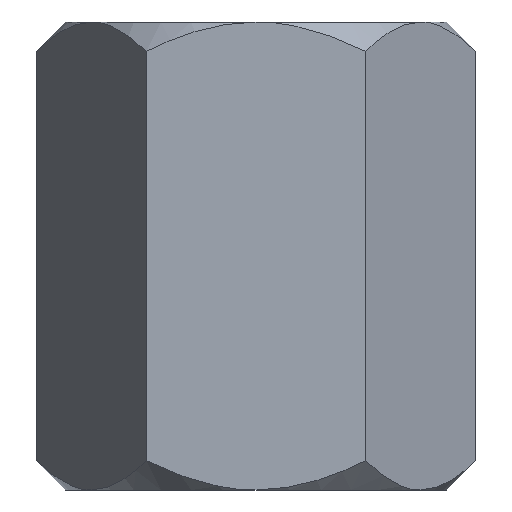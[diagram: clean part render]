
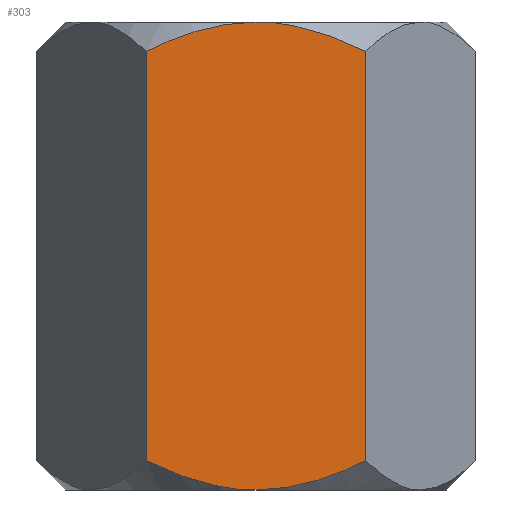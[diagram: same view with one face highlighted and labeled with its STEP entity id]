
A CAD part, left-side view. The second image highlights one B-rep face of the part: STEP entity #303.
In plain terms, the highlighted planar face has unit normal (-1, 0, 0).
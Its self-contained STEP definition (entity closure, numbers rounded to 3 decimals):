
#6 = CARTESIAN_POINT ( 'NONE',  ( -32.5, 13.556, -2.707 ) ) ;
#42 = ORIENTED_EDGE ( 'NONE', *, *, #221, .T. ) ;
#47 = PLANE ( 'NONE',  #751 ) ;
#58 = CARTESIAN_POINT ( 'NONE',  ( -32.5, 3.26, -79.876 ) ) ;
#65 = CARTESIAN_POINT ( 'NONE',  ( -32.5, 0.818, 0. ) ) ;
#102 = EDGE_CURVE ( 'NONE', #351, #739, #358, .T. ) ;
#109 = B_SPLINE_CURVE_WITH_KNOTS ( 'NONE', 3,
 ( #526, #534, #718, #721, #471, #772, #781, #593, #215, #466 ),
 .UNSPECIFIED., .F., .F.,
 ( 4, 2, 2, 2, 4 ),
 ( 0.07, 0.075, 0.08, 0.085, 0.089 ),
 .UNSPECIFIED. ) ;
#121 = CARTESIAN_POINT ( 'NONE',  ( -32.5, 18.764, -80. ) ) ;
#124 = CARTESIAN_POINT ( 'NONE',  ( -32.5, 0., 0. ) ) ;
#136 = CARTESIAN_POINT ( 'NONE',  ( -32.5, 4.096, -0.247 ) ) ;
#139 = CARTESIAN_POINT ( 'NONE',  ( -32.5, -15.834, -76.375 ) ) ;
#140 = CARTESIAN_POINT ( 'NONE',  ( -32.5, 8.106, -0.962 ) ) ;
#145 = CARTESIAN_POINT ( 'NONE',  ( -32.5, 11.237, -1.88 ) ) ;
#148 = VECTOR ( 'NONE', #607, 1000. ) ;
#150 = CARTESIAN_POINT ( 'NONE',  ( -32.5, -0.818, -80. ) ) ;
#165 = DIRECTION ( 'NONE',  ( 0., 0., 1. ) ) ;
#184 = CARTESIAN_POINT ( 'NONE',  ( -32.5, 18.764, -80. ) ) ;
#200 = CARTESIAN_POINT ( 'NONE',  ( -32.5, 0., -80. ) ) ;
#203 = CARTESIAN_POINT ( 'NONE',  ( -32.5, 11.245, -78.143 ) ) ;
#215 = CARTESIAN_POINT ( 'NONE',  ( -32.5, -1.637, 0. ) ) ;
#219 = CARTESIAN_POINT ( 'NONE',  ( -32.5, -18.764, -80. ) ) ;
#221 = EDGE_CURVE ( 'NONE', #641, #739, #704, .T. ) ;
#262 = CARTESIAN_POINT ( 'NONE',  ( -32.5, 17.303, -75.703 ) ) ;
#283 = CARTESIAN_POINT ( 'NONE',  ( -32.5, -1.642, -79.969 ) ) ;
#303 = ADVANCED_FACE ( 'NONE', ( #566 ), #47, .T. ) ;
#320 = DIRECTION ( 'NONE',  ( 0., 0., 1. ) ) ;
#327 = CARTESIAN_POINT ( 'NONE',  ( -32.5, -8.106, -79.038 ) ) ;
#328 = CARTESIAN_POINT ( 'NONE',  ( -32.5, 12.786, -2.417 ) ) ;
#331 = CARTESIAN_POINT ( 'NONE',  ( -32.5, 6.517, -0.609 ) ) ;
#332 = CARTESIAN_POINT ( 'NONE',  ( -32.5, -3.283, -79.845 ) ) ;
#333 = CARTESIAN_POINT ( 'NONE',  ( -32.5, 15.834, -3.625 ) ) ;
#343 = CARTESIAN_POINT ( 'NONE',  ( -32.5, -12.786, -77.583 ) ) ;
#351 = VERTEX_POINT ( 'NONE', #676 ) ;
#353 = VECTOR ( 'NONE', #165, 1000. ) ;
#357 = LINE ( 'NONE', #219, #148 ) ;
#358 = LINE ( 'NONE', #121, #353 ) ;
#359 = ORIENTED_EDGE ( 'NONE', *, *, #397, .T. ) ;
#368 = VERTEX_POINT ( 'NONE', #715 ) ;
#386 = CARTESIAN_POINT ( 'NONE',  ( -32.5, -18.764, -74.972 ) ) ;
#389 = CARTESIAN_POINT ( 'NONE',  ( -32.5, -10.459, -78.367 ) ) ;
#395 = CARTESIAN_POINT ( 'NONE',  ( -32.5, 18.764, -5.028 ) ) ;
#397 = EDGE_CURVE ( 'NONE', #651, #595, #357, .T. ) ;
#402 = CARTESIAN_POINT ( 'NONE',  ( -32.5, 15.819, -76.381 ) ) ;
#411 = EDGE_CURVE ( 'NONE', #595, #641, #109, .T. ) ;
#451 = CARTESIAN_POINT ( 'NONE',  ( -32.5, 1.642, -0.031 ) ) ;
#456 = CARTESIAN_POINT ( 'NONE',  ( -32.5, 10.459, -1.633 ) ) ;
#460 = CARTESIAN_POINT ( 'NONE',  ( -32.5, 18.764, -74.972 ) ) ;
#465 = CARTESIAN_POINT ( 'NONE',  ( -32.5, 3.283, -0.155 ) ) ;
#466 = CARTESIAN_POINT ( 'NONE',  ( -32.5, 0., 0. ) ) ;
#468 = CARTESIAN_POINT ( 'NONE',  ( -32.5, 6.48, -79.399 ) ) ;
#471 = CARTESIAN_POINT ( 'NONE',  ( -32.5, -11.245, -1.857 ) ) ;
#475 = B_SPLINE_CURVE_WITH_KNOTS ( 'NONE', 3,
 ( #460, #262, #402, #511, #203, #587, #468, #58, #756, #200 ),
 .UNSPECIFIED., .F., .F.,
 ( 4, 2, 2, 2, 4 ),
 ( 0.07, 0.075, 0.08, 0.085, 0.089 ),
 .UNSPECIFIED. ) ;
#511 = CARTESIAN_POINT ( 'NONE',  ( -32.5, 12.79, -77.601 ) ) ;
#518 = CARTESIAN_POINT ( 'NONE',  ( -32.5, -13.556, -77.293 ) ) ;
#521 = ORIENTED_EDGE ( 'NONE', *, *, #411, .T. ) ;
#526 = CARTESIAN_POINT ( 'NONE',  ( -32.5, -18.764, -5.028 ) ) ;
#529 = CARTESIAN_POINT ( 'NONE',  ( -32.5, -4.096, -79.753 ) ) ;
#534 = CARTESIAN_POINT ( 'NONE',  ( -32.5, -17.303, -4.297 ) ) ;
#566 = FACE_OUTER_BOUND ( 'NONE', #668, .T. ) ;
#579 = CARTESIAN_POINT ( 'NONE',  ( -32.5, 0., -80. ) ) ;
#583 = CARTESIAN_POINT ( 'NONE',  ( -32.5, -17.314, -75.697 ) ) ;
#587 = CARTESIAN_POINT ( 'NONE',  ( -32.5, 8.076, -79.046 ) ) ;
#593 = CARTESIAN_POINT ( 'NONE',  ( -32.5, -3.26, -0.124 ) ) ;
#595 = VERTEX_POINT ( 'NONE', #798 ) ;
#607 = DIRECTION ( 'NONE',  ( 0., 0., 1. ) ) ;
#638 = CARTESIAN_POINT ( 'NONE',  ( -32.5, -18.764, -74.972 ) ) ;
#641 = VERTEX_POINT ( 'NONE', #124 ) ;
#651 = VERTEX_POINT ( 'NONE', #386 ) ;
#668 = EDGE_LOOP ( 'NONE', ( #779, #728, #759, #359, #521, #42 ) ) ;
#676 = CARTESIAN_POINT ( 'NONE',  ( -32.5, 18.764, -74.972 ) ) ;
#704 = B_SPLINE_CURVE_WITH_KNOTS ( 'NONE', 3,
 ( #708, #65, #451, #465, #136, #331, #140, #456, #145, #328, #6, #333, #819, #395 ),
 .UNSPECIFIED., .F., .F.,
 ( 4, 2, 2, 2, 2, 2, 4 ),
 ( 0.089, 0.092, 0.094, 0.099, 0.102, 0.104, 0.109 ),
 .UNSPECIFIED. ) ;
#708 = CARTESIAN_POINT ( 'NONE',  ( -32.5, 0., 0. ) ) ;
#715 = CARTESIAN_POINT ( 'NONE',  ( -32.5, 0., -80. ) ) ;
#718 = CARTESIAN_POINT ( 'NONE',  ( -32.5, -15.819, -3.619 ) ) ;
#721 = CARTESIAN_POINT ( 'NONE',  ( -32.5, -12.79, -2.399 ) ) ;
#726 = EDGE_CURVE ( 'NONE', #368, #651, #799, .T. ) ;
#728 = ORIENTED_EDGE ( 'NONE', *, *, #753, .T. ) ;
#739 = VERTEX_POINT ( 'NONE', #765 ) ;
#751 = AXIS2_PLACEMENT_3D ( 'NONE', #184, #810, #320 ) ;
#753 = EDGE_CURVE ( 'NONE', #351, #368, #475, .T. ) ;
#756 = CARTESIAN_POINT ( 'NONE',  ( -32.5, 1.637, -80. ) ) ;
#759 = ORIENTED_EDGE ( 'NONE', *, *, #726, .T. ) ;
#760 = CARTESIAN_POINT ( 'NONE',  ( -32.5, -6.517, -79.391 ) ) ;
#765 = CARTESIAN_POINT ( 'NONE',  ( -32.5, 18.764, -5.028 ) ) ;
#772 = CARTESIAN_POINT ( 'NONE',  ( -32.5, -8.076, -0.954 ) ) ;
#779 = ORIENTED_EDGE ( 'NONE', *, *, #102, .F. ) ;
#781 = CARTESIAN_POINT ( 'NONE',  ( -32.5, -6.48, -0.601 ) ) ;
#798 = CARTESIAN_POINT ( 'NONE',  ( -32.5, -18.764, -5.028 ) ) ;
#799 = B_SPLINE_CURVE_WITH_KNOTS ( 'NONE', 3,
 ( #579, #150, #283, #332, #529, #760, #327, #389, #822, #343, #518, #139, #583, #638 ),
 .UNSPECIFIED., .F., .F.,
 ( 4, 2, 2, 2, 2, 2, 4 ),
 ( 0.089, 0.092, 0.094, 0.099, 0.102, 0.104, 0.109 ),
 .UNSPECIFIED. ) ;
#810 = DIRECTION ( 'NONE',  ( -1., 0., 0. ) ) ;
#819 = CARTESIAN_POINT ( 'NONE',  ( -32.5, 17.314, -4.303 ) ) ;
#822 = CARTESIAN_POINT ( 'NONE',  ( -32.5, -11.237, -78.12 ) ) ;
